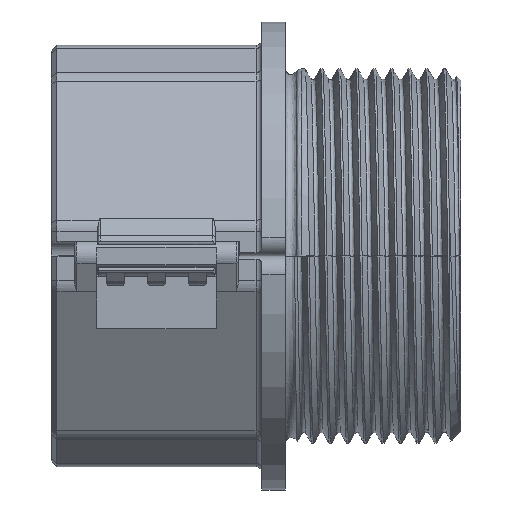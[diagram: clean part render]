
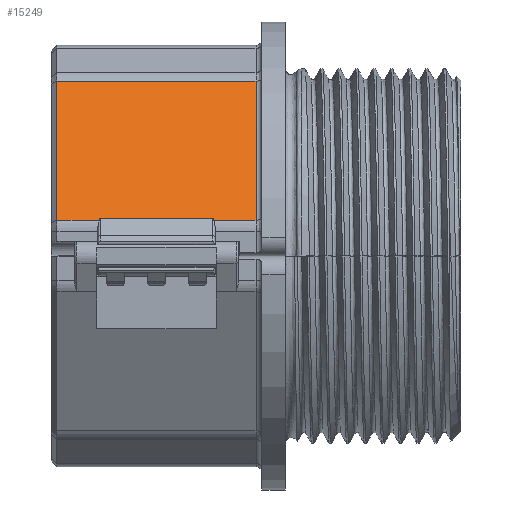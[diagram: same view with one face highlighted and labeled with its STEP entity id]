
A CAD part, front view. The second image highlights one B-rep face of the part: STEP entity #15249.
In plain terms, the highlighted planar face has unit normal (0, -0.866, 0.5).
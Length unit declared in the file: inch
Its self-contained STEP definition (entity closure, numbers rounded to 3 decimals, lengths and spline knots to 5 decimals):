
#84 = EDGE_CURVE ( 'NONE', #18970, #25739, #6059, .T. ) ;
#695 = VECTOR ( 'NONE', #7049, 39.37008 ) ;
#765 = EDGE_CURVE ( 'NONE', #26549, #29924, #26206, .T. ) ;
#1417 = DIRECTION ( 'NONE',  ( -1., 0., 0. ) ) ;
#1926 = LINE ( 'NONE', #6803, #26891 ) ;
#2484 = VECTOR ( 'NONE', #22513, 39.37008 ) ;
#2810 = CARTESIAN_POINT ( 'NONE',  ( -0.24274, -0.74554, 0.126 ) ) ;
#3040 = VERTEX_POINT ( 'NONE', #16217 ) ;
#3213 = EDGE_CURVE ( 'NONE', #26549, #10325, #16146, .T. ) ;
#4129 =( BOUNDED_CURVE ( )  B_SPLINE_CURVE ( 3, ( #26193, #28713, #26500, #16644 ),
 .UNSPECIFIED., .F., .F. ) 
 B_SPLINE_CURVE_WITH_KNOTS ( ( 4, 4 ),
 ( 3.14159, 3.65047 ),
 .UNSPECIFIED. ) 
 CURVE ( )  GEOMETRIC_REPRESENTATION_ITEM ( )  RATIONAL_B_SPLINE_CURVE ( ( 1., 0.979, 0.979, 1. ) ) 
 REPRESENTATION_ITEM ( '' )  );
#4228 = VERTEX_POINT ( 'NONE', #22627 ) ;
#5016 = VECTOR ( 'NONE', #30912, 39.37008 ) ;
#5489 = VECTOR ( 'NONE', #1417, 39.37008 ) ;
#6059 = LINE ( 'NONE', #27696, #2484 ) ;
#6184 = FACE_OUTER_BOUND ( 'NONE', #8496, .T. ) ;
#6803 = CARTESIAN_POINT ( 'NONE',  ( 0., -0.74554, 0.126 ) ) ;
#7049 = DIRECTION ( 'NONE',  ( 0., 0.5, 0.866 ) ) ;
#7875 = CARTESIAN_POINT ( 'NONE',  ( -0.09843, -0.47875, 0.5881 ) ) ;
#8496 = EDGE_LOOP ( 'NONE', ( #16058, #20729, #15742, #11094, #19877, #28190, #24339, #11406 ) ) ;
#10149 = DIRECTION ( 'NONE',  ( 1., 0., 0. ) ) ;
#10325 = VERTEX_POINT ( 'NONE', #27889 ) ;
#10688 = EDGE_CURVE ( 'NONE', #18413, #18970, #12507, .T. ) ;
#11050 = PLANE ( 'NONE',  #30327 ) ;
#11094 = ORIENTED_EDGE ( 'NONE', *, *, #765, .T. ) ;
#11406 = ORIENTED_EDGE ( 'NONE', *, *, #10688, .T. ) ;
#11891 = CARTESIAN_POINT ( 'NONE',  ( -0.62588, -0.74869, 0.12056 ) ) ;
#12113 = CARTESIAN_POINT ( 'NONE',  ( 0., -0.74869, 0.12056 ) ) ;
#12507 = LINE ( 'NONE', #29583, #17719 ) ;
#13222 = LINE ( 'NONE', #18071, #5489 ) ;
#13771 =( BOUNDED_CURVE ( )  B_SPLINE_CURVE ( 3, ( #28390, #21486, #2810, #24299 ),
 .UNSPECIFIED., .F., .T. ) 
 B_SPLINE_CURVE_WITH_KNOTS ( ( 4, 4 ),
 ( 5.77431, 6.28319 ),
 .UNSPECIFIED. ) 
 CURVE ( )  GEOMETRIC_REPRESENTATION_ITEM ( )  RATIONAL_B_SPLINE_CURVE ( ( 1., 0.979, 0.979, 1. ) ) 
 REPRESENTATION_ITEM ( '' )  );
#14766 = EDGE_CURVE ( 'NONE', #3040, #29924, #4129, .T. ) ;
#15249 = ADVANCED_FACE ( 'NONE', ( #6184 ), #11050, .T. ) ;
#15341 = CARTESIAN_POINT ( 'NONE',  ( -0.76772, -0.74869, 0.12056 ) ) ;
#15742 = ORIENTED_EDGE ( 'NONE', *, *, #3213, .F. ) ;
#16058 = ORIENTED_EDGE ( 'NONE', *, *, #84, .T. ) ;
#16146 = LINE ( 'NONE', #23351, #695 ) ;
#16217 = CARTESIAN_POINT ( 'NONE',  ( -0.62205, -0.74554, 0.126 ) ) ;
#16644 = CARTESIAN_POINT ( 'NONE',  ( -0.62588, -0.74869, 0.12056 ) ) ;
#17127 = EDGE_CURVE ( 'NONE', #18413, #4228, #13771, .T. ) ;
#17516 = EDGE_CURVE ( 'NONE', #25739, #10325, #13222, .T. ) ;
#17719 = VECTOR ( 'NONE', #10149, 39.37008 ) ;
#18071 = CARTESIAN_POINT ( 'NONE',  ( 0., -0.47875, 0.5881 ) ) ;
#18413 = VERTEX_POINT ( 'NONE', #20923 ) ;
#18970 = VERTEX_POINT ( 'NONE', #23719 ) ;
#19877 = ORIENTED_EDGE ( 'NONE', *, *, #14766, .F. ) ;
#20729 = ORIENTED_EDGE ( 'NONE', *, *, #17516, .T. ) ;
#20923 = CARTESIAN_POINT ( 'NONE',  ( -0.24026, -0.74869, 0.12056 ) ) ;
#21486 = CARTESIAN_POINT ( 'NONE',  ( -0.24144, -0.74661, 0.12415 ) ) ;
#22513 = DIRECTION ( 'NONE',  ( 0., 0.5, 0.866 ) ) ;
#22627 = CARTESIAN_POINT ( 'NONE',  ( -0.24409, -0.74554, 0.126 ) ) ;
#23351 = CARTESIAN_POINT ( 'NONE',  ( -0.76772, -0.74869, 0.12056 ) ) ;
#23719 = CARTESIAN_POINT ( 'NONE',  ( -0.09843, -0.74869, 0.12056 ) ) ;
#24299 = CARTESIAN_POINT ( 'NONE',  ( -0.24409, -0.74554, 0.126 ) ) ;
#24339 = ORIENTED_EDGE ( 'NONE', *, *, #17127, .F. ) ;
#25303 = DIRECTION ( 'NONE',  ( 0., -0.866, 0.5 ) ) ;
#25456 = DIRECTION ( 'NONE',  ( 0., -0.5, -0.866 ) ) ;
#25739 = VERTEX_POINT ( 'NONE', #7875 ) ;
#26193 = CARTESIAN_POINT ( 'NONE',  ( -0.62205, -0.74554, 0.126 ) ) ;
#26206 = LINE ( 'NONE', #12113, #5016 ) ;
#26500 = CARTESIAN_POINT ( 'NONE',  ( -0.6247, -0.74661, 0.12415 ) ) ;
#26549 = VERTEX_POINT ( 'NONE', #15341 ) ;
#26891 = VECTOR ( 'NONE', #30955, 39.37008 ) ;
#27696 = CARTESIAN_POINT ( 'NONE',  ( -0.09843, -0.51143, 0.5315 ) ) ;
#27889 = CARTESIAN_POINT ( 'NONE',  ( -0.76772, -0.47875, 0.5881 ) ) ;
#28190 = ORIENTED_EDGE ( 'NONE', *, *, #29057, .T. ) ;
#28390 = CARTESIAN_POINT ( 'NONE',  ( -0.24026, -0.74869, 0.12056 ) ) ;
#28713 = CARTESIAN_POINT ( 'NONE',  ( -0.6234, -0.74554, 0.126 ) ) ;
#29057 = EDGE_CURVE ( 'NONE', #3040, #4228, #1926, .T. ) ;
#29583 = CARTESIAN_POINT ( 'NONE',  ( 0., -0.74869, 0.12056 ) ) ;
#29924 = VERTEX_POINT ( 'NONE', #11891 ) ;
#30017 = CARTESIAN_POINT ( 'NONE',  ( 0., -0.40915, 0.70866 ) ) ;
#30327 = AXIS2_PLACEMENT_3D ( 'NONE', #30017, #25303, #25456 ) ;
#30912 = DIRECTION ( 'NONE',  ( 1., 0., 0. ) ) ;
#30955 = DIRECTION ( 'NONE',  ( 1., 0., 0. ) ) ;
